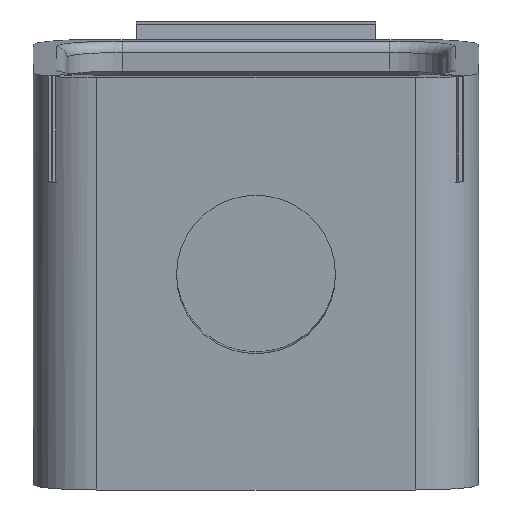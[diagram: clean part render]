
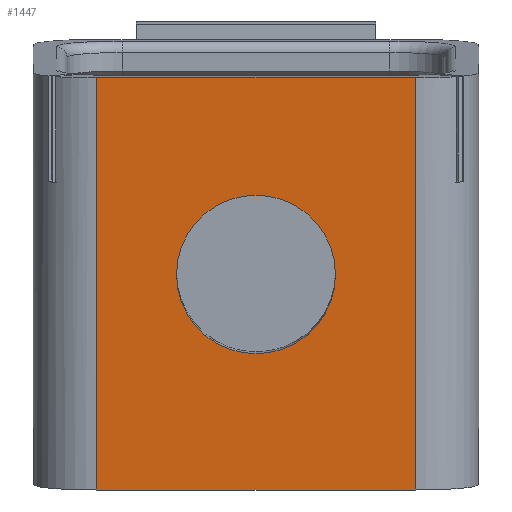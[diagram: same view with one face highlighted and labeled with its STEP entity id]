
A CAD part, front view. The second image highlights one B-rep face of the part: STEP entity #1447.
In plain terms, the highlighted planar face has unit normal (0, -0.996, -0.087).
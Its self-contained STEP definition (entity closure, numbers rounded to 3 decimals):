
#77=FACE_BOUND('',#328,.T.);
#170=PLANE('',#1615);
#245=FACE_OUTER_BOUND('',#327,.T.);
#327=EDGE_LOOP('',(#1342,#1343,#1344,#1345));
#328=EDGE_LOOP('',(#1346));
#352=LINE('',#2150,#467);
#394=LINE('',#2344,#509);
#397=LINE('',#2359,#512);
#404=LINE('',#2385,#519);
#467=VECTOR('',#1698,10.);
#509=VECTOR('',#1832,10.);
#512=VECTOR('',#1849,10.);
#519=VECTOR('',#1878,10.);
#619=CIRCLE('',#1583,7.5);
#673=VERTEX_POINT('',#2147);
#674=VERTEX_POINT('',#2149);
#728=VERTEX_POINT('',#2343);
#733=VERTEX_POINT('',#2357);
#751=VERTEX_POINT('',#2434);
#801=EDGE_CURVE('',#674,#673,#352,.T.);
#876=EDGE_CURVE('',#674,#728,#394,.T.);
#884=EDGE_CURVE('',#733,#673,#397,.T.);
#898=EDGE_CURVE('',#733,#728,#404,.T.);
#922=EDGE_CURVE('',#751,#751,#619,.T.);
#1342=ORIENTED_EDGE('',*,*,#884,.F.);
#1343=ORIENTED_EDGE('',*,*,#898,.T.);
#1344=ORIENTED_EDGE('',*,*,#876,.F.);
#1345=ORIENTED_EDGE('',*,*,#801,.T.);
#1346=ORIENTED_EDGE('',*,*,#922,.T.);
#1447=ADVANCED_FACE('',(#245,#77),#170,.T.);
#1583=AXIS2_PLACEMENT_3D('',#2435,#1947,#1948);
#1615=AXIS2_PLACEMENT_3D('',#2512,#2040,#2041);
#1698=DIRECTION('',(1.,0.,0.));
#1832=DIRECTION('',(0.,-0.087,0.996));
#1849=DIRECTION('',(0.,0.087,-0.996));
#1878=DIRECTION('',(-1.,0.,0.));
#1947=DIRECTION('center_axis',(0.,0.996,0.087));
#1948=DIRECTION('ref_axis',(1.,0.,0.));
#2040=DIRECTION('center_axis',(0.,-0.996,
-0.087));
#2041=DIRECTION('ref_axis',(0.,0.087,-0.996));
#2147=CARTESIAN_POINT('',(16.307,-55.825,-39.495));
#2149=CARTESIAN_POINT('',(-13.693,-55.825,-39.495));
#2150=CARTESIAN_POINT('',(1.307,-55.825,-39.495));
#2343=CARTESIAN_POINT('',(-13.693,-59.224,-0.643));
#2344=CARTESIAN_POINT('',(-13.693,-58.375,-10.356));
#2357=CARTESIAN_POINT('',(16.307,-59.224,-0.643));
#2359=CARTESIAN_POINT('',(16.307,-58.375,-10.356));
#2385=CARTESIAN_POINT('',(1.307,-59.224,-0.643));
#2434=CARTESIAN_POINT('',(-6.193,-57.603,-19.172));
#2435=CARTESIAN_POINT('Origin',(1.307,-57.603,-19.172));
#2512=CARTESIAN_POINT('Origin',(1.307,-59.224,-0.643));
